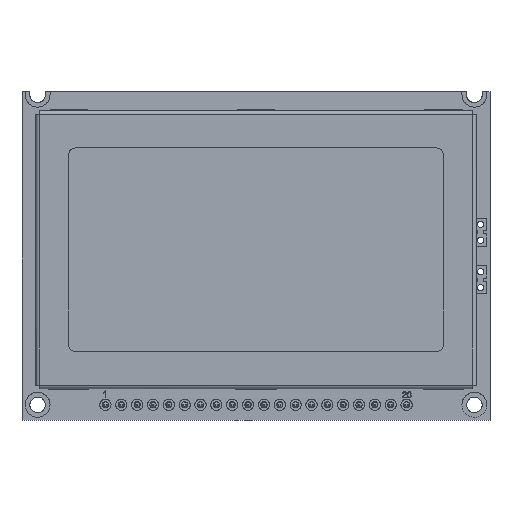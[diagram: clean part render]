
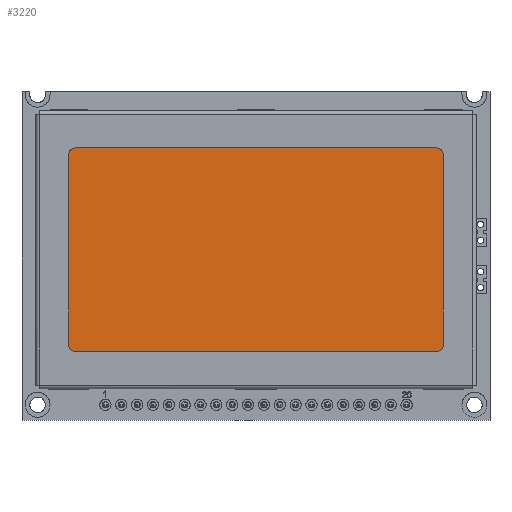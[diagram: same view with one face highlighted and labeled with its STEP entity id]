
A CAD part, top view. The second image highlights one B-rep face of the part: STEP entity #3220.
In plain terms, the highlighted planar face has unit normal (0, 0, 1).
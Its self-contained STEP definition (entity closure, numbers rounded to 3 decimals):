
#457=(
BOUNDED_CURVE()
B_SPLINE_CURVE(2,(#28163,#28164,#28165),.UNSPECIFIED.,.F.,.F.)
B_SPLINE_CURVE_WITH_KNOTS((3,3),(0.,1.571),.UNSPECIFIED.)
CURVE()
GEOMETRIC_REPRESENTATION_ITEM()
RATIONAL_B_SPLINE_CURVE((1.,0.707,1.))
REPRESENTATION_ITEM('')
);
#458=(
BOUNDED_CURVE()
B_SPLINE_CURVE(2,(#28168,#28169,#28170),.UNSPECIFIED.,.F.,.F.)
B_SPLINE_CURVE_WITH_KNOTS((3,3),(0.,1.571),.UNSPECIFIED.)
CURVE()
GEOMETRIC_REPRESENTATION_ITEM()
RATIONAL_B_SPLINE_CURVE((1.,0.707,1.))
REPRESENTATION_ITEM('')
);
#459=(
BOUNDED_CURVE()
B_SPLINE_CURVE(2,(#28173,#28174,#28175),.UNSPECIFIED.,.F.,.F.)
B_SPLINE_CURVE_WITH_KNOTS((3,3),(0.,1.571),.UNSPECIFIED.)
CURVE()
GEOMETRIC_REPRESENTATION_ITEM()
RATIONAL_B_SPLINE_CURVE((1.,0.707,1.))
REPRESENTATION_ITEM('')
);
#460=(
BOUNDED_CURVE()
B_SPLINE_CURVE(2,(#28178,#28179,#28180),.UNSPECIFIED.,.F.,.F.)
B_SPLINE_CURVE_WITH_KNOTS((3,3),(0.,1.571),.UNSPECIFIED.)
CURVE()
GEOMETRIC_REPRESENTATION_ITEM()
RATIONAL_B_SPLINE_CURVE((1.,0.707,1.))
REPRESENTATION_ITEM('')
);
#3220=ADVANCED_FACE('',(#4755),#22236,.T.);
#4755=FACE_OUTER_BOUND('',#6146,.T.);
#6146=EDGE_LOOP('',(#8369,#8370,#8371,#8372,#8373,#8374,#8375,#8376));
#8369=ORIENTED_EDGE('',*,*,#14510,.T.);
#8370=ORIENTED_EDGE('',*,*,#14511,.T.);
#8371=ORIENTED_EDGE('',*,*,#14512,.T.);
#8372=ORIENTED_EDGE('',*,*,#14513,.T.);
#8373=ORIENTED_EDGE('',*,*,#14514,.T.);
#8374=ORIENTED_EDGE('',*,*,#14515,.T.);
#8375=ORIENTED_EDGE('',*,*,#14516,.T.);
#8376=ORIENTED_EDGE('',*,*,#14517,.T.);
#14510=EDGE_CURVE('',#20243,#20244,#17747,.T.);
#14511=EDGE_CURVE('',#20244,#20245,#457,.T.);
#14512=EDGE_CURVE('',#20245,#20246,#17748,.T.);
#14513=EDGE_CURVE('',#20246,#20247,#458,.T.);
#14514=EDGE_CURVE('',#20247,#20248,#17749,.T.);
#14515=EDGE_CURVE('',#20248,#20249,#459,.T.);
#14516=EDGE_CURVE('',#20249,#20250,#17750,.T.);
#14517=EDGE_CURVE('',#20250,#20243,#460,.T.);
#17747=B_SPLINE_CURVE_WITH_KNOTS('',1,(#28161,#28162),.UNSPECIFIED.,.F.,
 .F.,(2,2),(0.,58.),.UNSPECIFIED.);
#17748=B_SPLINE_CURVE_WITH_KNOTS('',1,(#28166,#28167),.UNSPECIFIED.,.F.,
 .F.,(2,2),(0.,30.6),.UNSPECIFIED.);
#17749=B_SPLINE_CURVE_WITH_KNOTS('',1,(#28171,#28172),.UNSPECIFIED.,.F.,
 .F.,(2,2),(0.,58.),.UNSPECIFIED.);
#17750=B_SPLINE_CURVE_WITH_KNOTS('',1,(#28176,#28177),.UNSPECIFIED.,.F.,
 .F.,(2,2),(0.,30.6),.UNSPECIFIED.);
#20243=VERTEX_POINT('',#28153);
#20244=VERTEX_POINT('',#28154);
#20245=VERTEX_POINT('',#28155);
#20246=VERTEX_POINT('',#28156);
#20247=VERTEX_POINT('',#28157);
#20248=VERTEX_POINT('',#28158);
#20249=VERTEX_POINT('',#28159);
#20250=VERTEX_POINT('',#28160);
#22236=PLANE('',#23236);
#23236=AXIS2_PLACEMENT_3D('',#28152,#24221,$);
#24221=DIRECTION('',(0.,0.,1.));
#28152=CARTESIAN_POINT('',(-11.882,5.281,5.3));
#28153=CARTESIAN_POINT('',(-4.87,8.553,5.3));
#28154=CARTESIAN_POINT('',(53.13,8.553,5.3));
#28155=CARTESIAN_POINT('',(54.13,9.553,5.3));
#28156=CARTESIAN_POINT('',(54.13,40.153,5.3));
#28157=CARTESIAN_POINT('',(53.13,41.153,5.3));
#28158=CARTESIAN_POINT('',(-4.87,41.153,5.3));
#28159=CARTESIAN_POINT('',(-5.87,40.153,5.3));
#28160=CARTESIAN_POINT('',(-5.87,9.553,5.3));
#28161=CARTESIAN_POINT('',(-4.87,8.553,5.3));
#28162=CARTESIAN_POINT('',(53.13,8.553,5.3));
#28163=CARTESIAN_POINT('',(53.13,8.553,5.3));
#28164=CARTESIAN_POINT('',(54.13,8.553,5.3));
#28165=CARTESIAN_POINT('',(54.13,9.553,5.3));
#28166=CARTESIAN_POINT('',(54.13,9.553,5.3));
#28167=CARTESIAN_POINT('',(54.13,40.153,5.3));
#28168=CARTESIAN_POINT('',(54.13,40.153,5.3));
#28169=CARTESIAN_POINT('',(54.13,41.153,5.3));
#28170=CARTESIAN_POINT('',(53.13,41.153,5.3));
#28171=CARTESIAN_POINT('',(53.13,41.153,5.3));
#28172=CARTESIAN_POINT('',(-4.87,41.153,5.3));
#28173=CARTESIAN_POINT('',(-4.87,41.153,5.3));
#28174=CARTESIAN_POINT('',(-5.87,41.153,5.3));
#28175=CARTESIAN_POINT('',(-5.87,40.153,5.3));
#28176=CARTESIAN_POINT('',(-5.87,40.153,5.3));
#28177=CARTESIAN_POINT('',(-5.87,9.553,5.3));
#28178=CARTESIAN_POINT('',(-5.87,9.553,5.3));
#28179=CARTESIAN_POINT('',(-5.87,8.553,5.3));
#28180=CARTESIAN_POINT('',(-4.87,8.553,5.3));
